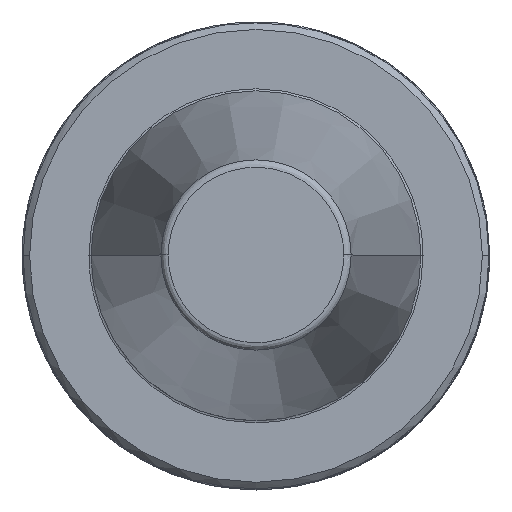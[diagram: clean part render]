
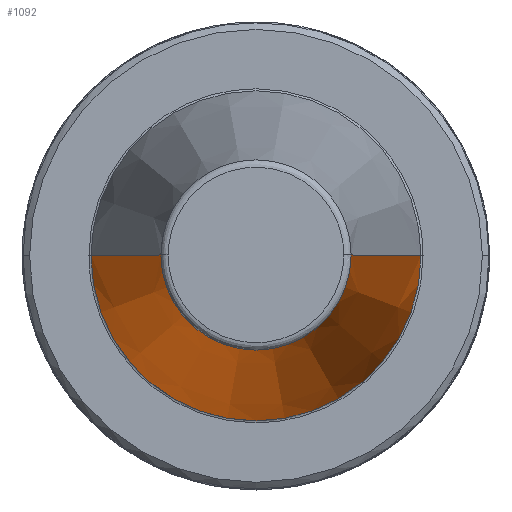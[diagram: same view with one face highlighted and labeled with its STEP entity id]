
A CAD part, top view. The second image highlights one B-rep face of the part: STEP entity #1092.
In plain terms, the highlighted conical face has half-angle 8.297 degrees and reference radius 12.812 mm.
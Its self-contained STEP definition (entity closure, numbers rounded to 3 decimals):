
#54 = CIRCLE ( 'NONE', #1923, 22.225 ) ;
#135 = CARTESIAN_POINT ( 'NONE',  ( 22.225, 0., 0. ) ) ;
#394 = EDGE_CURVE ( 'NONE', #1370, #1857, #1025, .T. ) ;
#494 = AXIS2_PLACEMENT_3D ( 'NONE', #1769, #1987, #2813 ) ;
#717 = CONICAL_SURFACE ( 'NONE', #494, 12.812, 0.145 ) ;
#723 = DIRECTION ( 'NONE',  ( -1., 0., 0. ) ) ;
#742 = EDGE_CURVE ( 'NONE', #1370, #1919, #2410, .T. ) ;
#761 = FACE_OUTER_BOUND ( 'NONE', #1447, .T. ) ;
#790 = AXIS2_PLACEMENT_3D ( 'NONE', #1943, #2114, #723 ) ;
#815 = VECTOR ( 'NONE', #2826, 1000. ) ;
#842 = EDGE_CURVE ( 'NONE', #1857, #1217, #853, .T. ) ;
#853 = LINE ( 'NONE', #1074, #815 ) ;
#891 = VECTOR ( 'NONE', #2367, 1000. ) ;
#946 = ORIENTED_EDGE ( 'NONE', *, *, #2835, .T. ) ;
#1025 = CIRCLE ( 'NONE', #790, 12.812 ) ;
#1035 = ORIENTED_EDGE ( 'NONE', *, *, #842, .F. ) ;
#1074 = CARTESIAN_POINT ( 'NONE',  ( 12.812, 0., 64.544 ) ) ;
#1092 = ADVANCED_FACE ( 'NONE', ( #761 ), #717, .T. ) ;
#1217 = VERTEX_POINT ( 'NONE', #135 ) ;
#1320 = ORIENTED_EDGE ( 'NONE', *, *, #742, .T. ) ;
#1333 = DIRECTION ( 'NONE',  ( 0., 0., 1. ) ) ;
#1349 = CARTESIAN_POINT ( 'NONE',  ( -12.812, 0., 64.544 ) ) ;
#1370 = VERTEX_POINT ( 'NONE', #1349 ) ;
#1447 = EDGE_LOOP ( 'NONE', ( #1035, #1867, #1320, #946 ) ) ;
#1478 = CARTESIAN_POINT ( 'NONE',  ( -12.812, 0., 64.544 ) ) ;
#1769 = CARTESIAN_POINT ( 'NONE',  ( 0., 0., 64.544 ) ) ;
#1857 = VERTEX_POINT ( 'NONE', #2663 ) ;
#1867 = ORIENTED_EDGE ( 'NONE', *, *, #394, .F. ) ;
#1919 = VERTEX_POINT ( 'NONE', #2071 ) ;
#1923 = AXIS2_PLACEMENT_3D ( 'NONE', #2646, #1333, #2845 ) ;
#1943 = CARTESIAN_POINT ( 'NONE',  ( 0., 0., 64.544 ) ) ;
#1987 = DIRECTION ( 'NONE',  ( 0., 0., -1. ) ) ;
#2071 = CARTESIAN_POINT ( 'NONE',  ( -22.225, 0., 0. ) ) ;
#2114 = DIRECTION ( 'NONE',  ( 0., 0., 1. ) ) ;
#2367 = DIRECTION ( 'NONE',  ( -0.144, 0., -0.99 ) ) ;
#2410 = LINE ( 'NONE', #1478, #891 ) ;
#2646 = CARTESIAN_POINT ( 'NONE',  ( 0., 0., 0. ) ) ;
#2663 = CARTESIAN_POINT ( 'NONE',  ( 12.812, 0., 64.544 ) ) ;
#2813 = DIRECTION ( 'NONE',  ( -1., 0., 0. ) ) ;
#2826 = DIRECTION ( 'NONE',  ( 0.144, 0., -0.99 ) ) ;
#2835 = EDGE_CURVE ( 'NONE', #1919, #1217, #54, .T. ) ;
#2845 = DIRECTION ( 'NONE',  ( 1., 0., 0. ) ) ;
